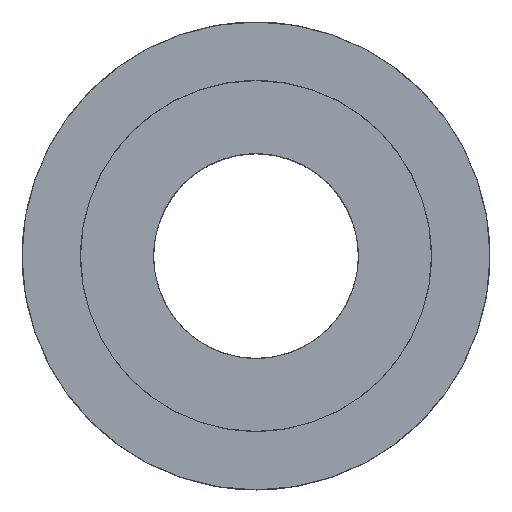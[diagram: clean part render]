
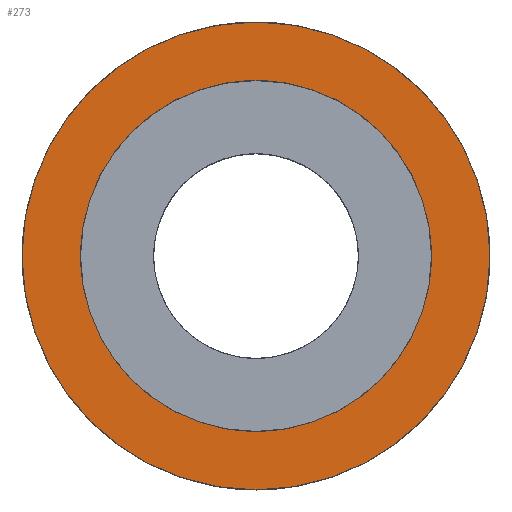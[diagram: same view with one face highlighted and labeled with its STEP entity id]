
A CAD part, top view. The second image highlights one B-rep face of the part: STEP entity #273.
In plain terms, the highlighted free-form (B-spline) face has degree [1, 1] with [2, 2] control points.
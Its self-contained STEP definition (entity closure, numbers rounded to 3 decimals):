
#200=(
BOUNDED_SURFACE()
B_SPLINE_SURFACE(1,1,((#201,#202),(#203,#204)),.UNSPECIFIED.,.F.,.F.,.F.)
B_SPLINE_SURFACE_WITH_KNOTS((2,2),(2,2),(0.000,1.000),(0.000,1.000),.UNSPECIFIED.)
GEOMETRIC_REPRESENTATION_ITEM()
RATIONAL_B_SPLINE_SURFACE(((1.,1.),(1.,1.)))
REPRESENTATION_ITEM('')
SURFACE()
);
#201=CARTESIAN_POINT('',(-4.,4.,0.5));
#202=CARTESIAN_POINT('',(4.,4.,0.5));
#203=CARTESIAN_POINT('',(-4.,-4.,0.5));
#204=CARTESIAN_POINT('',(4.,-4.,0.5));
#205=CARTESIAN_POINT('',(-4.,0.,0.5));
#206=VERTEX_POINT('',#205);
#207=(
BOUNDED_CURVE()
B_SPLINE_CURVE(2,(#208,#209,#210),.UNSPECIFIED.,.F.,.F.)
B_SPLINE_CURVE_WITH_KNOTS((3,3),(0.000,1.000),.UNSPECIFIED.)
CURVE()
GEOMETRIC_REPRESENTATION_ITEM()
RATIONAL_B_SPLINE_CURVE((1.,0.707,1.))
REPRESENTATION_ITEM('')
);
#208=CARTESIAN_POINT('',(-4.,0.,0.5));
#209=CARTESIAN_POINT('',(-4.,4.,0.5));
#210=CARTESIAN_POINT('',(0.,4.,0.5));
#211=CARTESIAN_POINT('',(0.,4.,0.5));
#212=VERTEX_POINT('',#211);
#213=EDGE_CURVE('',#206,#212,#207,.T.);
#214=ORIENTED_EDGE('',*,*,#213,.T.);
#215=(
BOUNDED_CURVE()
B_SPLINE_CURVE(2,(#216,#217,#218),.UNSPECIFIED.,.F.,.F.)
B_SPLINE_CURVE_WITH_KNOTS((3,3),(0.000,1.000),.UNSPECIFIED.)
CURVE()
GEOMETRIC_REPRESENTATION_ITEM()
RATIONAL_B_SPLINE_CURVE((1.,0.707,1.))
REPRESENTATION_ITEM('')
);
#216=CARTESIAN_POINT('',(0.,4.,0.5));
#217=CARTESIAN_POINT('',(4.,4.,0.5));
#218=CARTESIAN_POINT('',(4.,0.,0.5));
#219=CARTESIAN_POINT('',(4.,0.,0.5));
#220=VERTEX_POINT('',#219);
#221=EDGE_CURVE('',#212,#220,#215,.T.);
#222=ORIENTED_EDGE('',*,*,#221,.T.);
#223=(
BOUNDED_CURVE()
B_SPLINE_CURVE(2,(#224,#225,#226),.UNSPECIFIED.,.F.,.F.)
B_SPLINE_CURVE_WITH_KNOTS((3,3),(0.000,1.000),.UNSPECIFIED.)
CURVE()
GEOMETRIC_REPRESENTATION_ITEM()
RATIONAL_B_SPLINE_CURVE((1.,0.707,1.))
REPRESENTATION_ITEM('')
);
#224=CARTESIAN_POINT('',(4.,0.,0.5));
#225=CARTESIAN_POINT('',(4.,-4.,0.5));
#226=CARTESIAN_POINT('',(0.,-4.,0.5));
#227=CARTESIAN_POINT('',(0.,-4.,0.5));
#228=VERTEX_POINT('',#227);
#229=EDGE_CURVE('',#220,#228,#223,.T.);
#230=ORIENTED_EDGE('',*,*,#229,.T.);
#231=(
BOUNDED_CURVE()
B_SPLINE_CURVE(2,(#232,#233,#234),.UNSPECIFIED.,.F.,.F.)
B_SPLINE_CURVE_WITH_KNOTS((3,3),(0.000,1.000),.UNSPECIFIED.)
CURVE()
GEOMETRIC_REPRESENTATION_ITEM()
RATIONAL_B_SPLINE_CURVE((1.,0.707,1.))
REPRESENTATION_ITEM('')
);
#232=CARTESIAN_POINT('',(0.,-4.,0.5));
#233=CARTESIAN_POINT('',(-4.,-4.,0.5));
#234=CARTESIAN_POINT('',(-4.,0.,0.5));
#235=EDGE_CURVE('',#228,#206,#231,.T.);
#236=ORIENTED_EDGE('',*,*,#235,.T.);
#237=EDGE_LOOP('',(#214,#222,#230,#236));
#238=FACE_OUTER_BOUND('',#237,.T.);
#239=CARTESIAN_POINT('',(-3.,0.,0.5));
#240=VERTEX_POINT('',#239);
#241=(
BOUNDED_CURVE()
B_SPLINE_CURVE(2,(#242,#243,#244),.UNSPECIFIED.,.F.,.F.)
B_SPLINE_CURVE_WITH_KNOTS((3,3),(0.000,1.000),.UNSPECIFIED.)
CURVE()
GEOMETRIC_REPRESENTATION_ITEM()
RATIONAL_B_SPLINE_CURVE((1.,0.707,1.))
REPRESENTATION_ITEM('')
);
#242=CARTESIAN_POINT('',(-3.,0.,0.5));
#243=CARTESIAN_POINT('',(-3.,-3.,0.5));
#244=CARTESIAN_POINT('',(0.,-3.,0.5));
#245=CARTESIAN_POINT('',(0.,-3.,0.5));
#246=VERTEX_POINT('',#245);
#247=EDGE_CURVE('',#240,#246,#241,.T.);
#248=ORIENTED_EDGE('',*,*,#247,.T.);
#249=(
BOUNDED_CURVE()
B_SPLINE_CURVE(2,(#250,#251,#252),.UNSPECIFIED.,.F.,.F.)
B_SPLINE_CURVE_WITH_KNOTS((3,3),(0.000,1.000),.UNSPECIFIED.)
CURVE()
GEOMETRIC_REPRESENTATION_ITEM()
RATIONAL_B_SPLINE_CURVE((1.,0.707,1.))
REPRESENTATION_ITEM('')
);
#250=CARTESIAN_POINT('',(0.,-3.,0.5));
#251=CARTESIAN_POINT('',(3.,-3.,0.5));
#252=CARTESIAN_POINT('',(3.,0.,0.5));
#253=CARTESIAN_POINT('',(3.,0.,0.5));
#254=VERTEX_POINT('',#253);
#255=EDGE_CURVE('',#246,#254,#249,.T.);
#256=ORIENTED_EDGE('',*,*,#255,.T.);
#257=(
BOUNDED_CURVE()
B_SPLINE_CURVE(2,(#258,#259,#260),.UNSPECIFIED.,.F.,.F.)
B_SPLINE_CURVE_WITH_KNOTS((3,3),(0.000,1.000),.UNSPECIFIED.)
CURVE()
GEOMETRIC_REPRESENTATION_ITEM()
RATIONAL_B_SPLINE_CURVE((1.,0.707,1.))
REPRESENTATION_ITEM('')
);
#258=CARTESIAN_POINT('',(3.,0.,0.5));
#259=CARTESIAN_POINT('',(3.,3.,0.5));
#260=CARTESIAN_POINT('',(0.,3.,0.5));
#261=CARTESIAN_POINT('',(0.,3.,0.5));
#262=VERTEX_POINT('',#261);
#263=EDGE_CURVE('',#254,#262,#257,.T.);
#264=ORIENTED_EDGE('',*,*,#263,.T.);
#265=(
BOUNDED_CURVE()
B_SPLINE_CURVE(2,(#266,#267,#268),.UNSPECIFIED.,.F.,.F.)
B_SPLINE_CURVE_WITH_KNOTS((3,3),(0.000,1.000),.UNSPECIFIED.)
CURVE()
GEOMETRIC_REPRESENTATION_ITEM()
RATIONAL_B_SPLINE_CURVE((1.,0.707,1.))
REPRESENTATION_ITEM('')
);
#266=CARTESIAN_POINT('',(0.,3.,0.5));
#267=CARTESIAN_POINT('',(-3.,3.,0.5));
#268=CARTESIAN_POINT('',(-3.,0.,0.5));
#269=EDGE_CURVE('',#262,#240,#265,.T.);
#270=ORIENTED_EDGE('',*,*,#269,.T.);
#271=EDGE_LOOP('',(#248,#256,#264,#270));
#272=FACE_BOUND('',#271,.T.);
#273=ADVANCED_FACE('',(#238,#272),#200,.T.);
